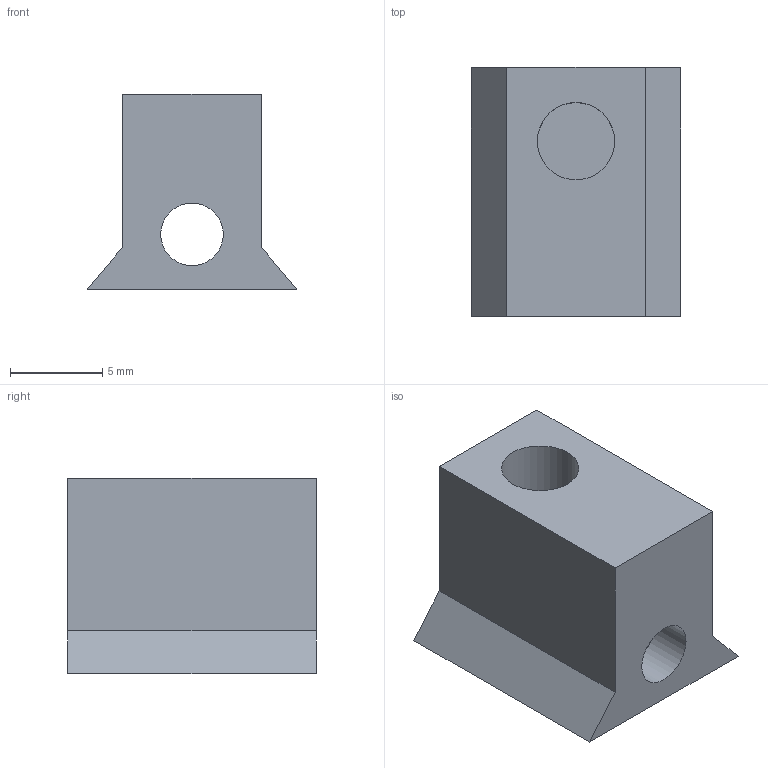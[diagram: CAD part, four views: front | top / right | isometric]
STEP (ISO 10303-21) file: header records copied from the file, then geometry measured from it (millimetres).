
FILE_DESCRIPTION(('FreeCAD Model'),'2;1');
FILE_NAME('Open CASCADE Shape Model','2021-07-31T14:05:56',('Author'),( ''),'Open CASCADE STEP processor 7.5','FreeCAD','Unknown');
FILE_SCHEMA(('AUTOMOTIVE_DESIGN { 1 0 10303 214 1 1 1 1 }'));
Length unit declared in the file: millimetre
Products named in the file (1): Art3TensionerBody
Bounding box: 11.4 x 13.5 x 10.6 mm (x, y, z)
Volume: 872.5 mm3; surface area: 966.4 mm2
Topology: 1 solids, 1 shells, 18 faces, 42 edges, 28 vertices
Faces by surface type: plane 15, cylinder 3
Full cylindrical faces by diameter (mm): 3.4 x2, 4.2 x1
Entity records: 1097 total; most frequent: CARTESIAN_POINT 191, DIRECTION 167, LINE 114, VECTOR 114, ORIENTED_EDGE 84, PCURVE 84, DEFINITIONAL_REPRESENTATION 84, EDGE_CURVE 42
